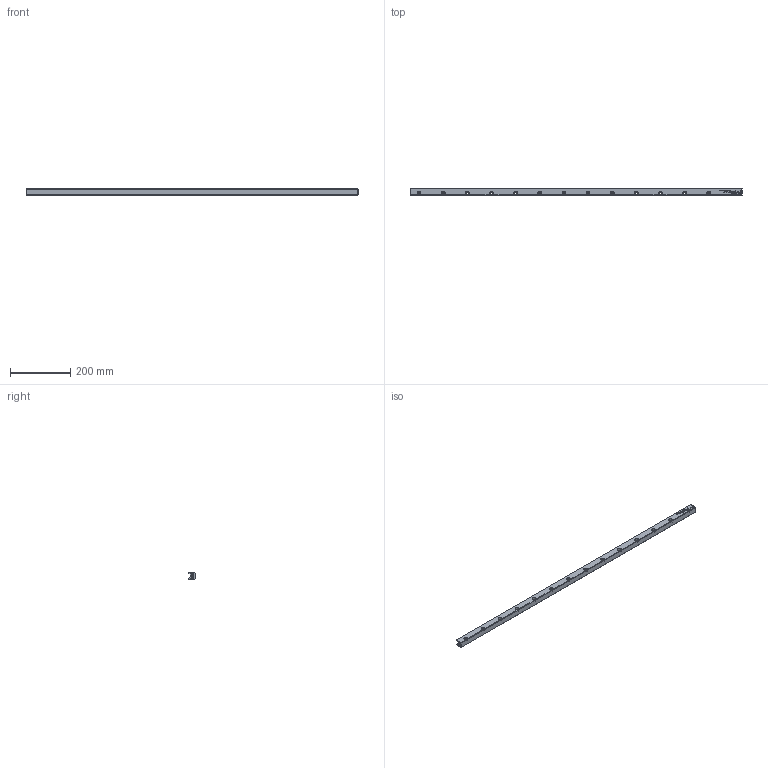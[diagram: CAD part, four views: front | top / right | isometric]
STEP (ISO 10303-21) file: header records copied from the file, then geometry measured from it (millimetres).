
FILE_DESCRIPTION(/* description */ (''),/* implementation_level */ '2;1');
FILE_NAME(/* name */ 'Rail M-4020x1100.stp',/* time_stamp */ '2025-01-27T08:24:29+01:00',/* author */ (''),/* organization */ (''),/* preprocessor_version */ 'ST-DEVELOPER v16.7',/* originating_system */ 'SIEMENS PLM Software NX 12.0',/* authorisation */ '');
FILE_SCHEMA (('AUTOMOTIVE_DESIGN { 1 0 10303 214 3 1 1 1 }'));
Length unit declared in the file: millimetre
Products named in the file (1): Rail M-4020x1100_step_stp
Bounding box: 1100 x 22.5 x 20 mm (x, y, z)
Volume: 385025.8 mm3; surface area: 109031.6 mm2
Topology: 1 solids, 1 shells, 399 faces, 1082 edges, 714 vertices
Faces by surface type: plane 239, bspline 90, cone 36, cylinder 34
Full cylindrical faces by diameter (mm): 4.2 x4, 7.5 x14, 11.5 x14
Entity records: 14398 total; most frequent: CARTESIAN_POINT 3356, ORIENTED_EDGE 1956, DIRECTION 1500, EDGE_CURVE 978, VERTEX_POINT 682, LINE 680, VECTOR 680, EDGE_LOOP 524
